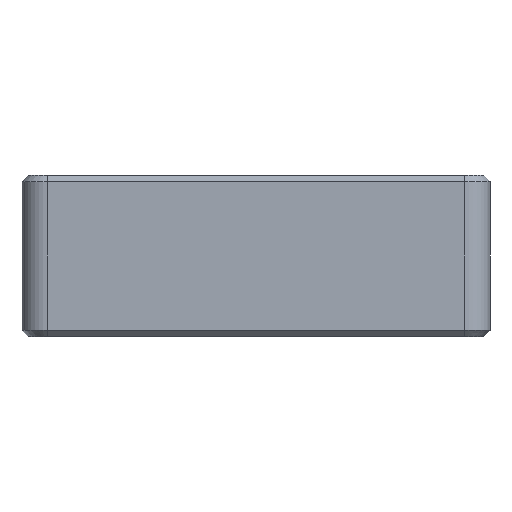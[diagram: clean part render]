
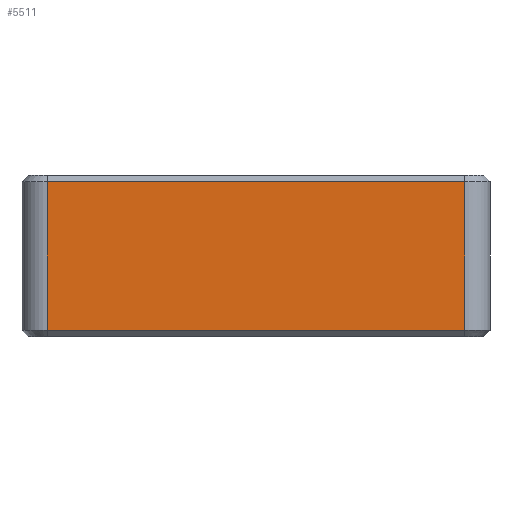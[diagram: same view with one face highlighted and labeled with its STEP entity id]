
A CAD part, left-side view. The second image highlights one B-rep face of the part: STEP entity #5511.
In plain terms, the highlighted planar face has unit normal (-1, 0, 0).
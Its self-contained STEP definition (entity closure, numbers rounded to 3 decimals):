
#623=FACE_OUTER_BOUND('',#930,.T.);
#930=EDGE_LOOP('',(#5021,#5022,#5023,#5024));
#1283=LINE('',#8729,#1868);
#1353=LINE('',#9161,#1938);
#1527=LINE('',#9572,#2112);
#1528=LINE('',#9574,#2113);
#1868=VECTOR('',#6816,10.);
#1938=VECTOR('',#7020,10.);
#2112=VECTOR('',#7448,10.);
#2113=VECTOR('',#7451,10.);
#2472=VERTEX_POINT('',#8726);
#2473=VERTEX_POINT('',#8728);
#2531=VERTEX_POINT('',#9155);
#2532=VERTEX_POINT('',#9159);
#3129=EDGE_CURVE('',#2472,#2473,#1283,.T.);
#3237=EDGE_CURVE('',#2531,#2532,#1353,.T.);
#3439=EDGE_CURVE('',#2531,#2473,#1527,.T.);
#3440=EDGE_CURVE('',#2532,#2472,#1528,.T.);
#5021=ORIENTED_EDGE('',*,*,#3129,.F.);
#5022=ORIENTED_EDGE('',*,*,#3440,.F.);
#5023=ORIENTED_EDGE('',*,*,#3237,.F.);
#5024=ORIENTED_EDGE('',*,*,#3439,.T.);
#5231=PLANE('',#5974);
#5511=ADVANCED_FACE('',(#623),#5231,.T.);
#5974=AXIS2_PLACEMENT_3D('',#9573,#7449,#7450);
#6816=DIRECTION('',(0.,-1.,0.));
#7020=DIRECTION('',(0.,1.,0.));
#7448=DIRECTION('',(0.,0.,1.));
#7449=DIRECTION('center_axis',(-1.,0.,0.));
#7450=DIRECTION('ref_axis',(0.,-1.,0.));
#7451=DIRECTION('',(0.,0.,1.));
#8726=CARTESIAN_POINT('',(-37.,33.,22.5));
#8728=CARTESIAN_POINT('',(-37.,-33.,22.5));
#8729=CARTESIAN_POINT('',(-37.,16.5,22.5));
#9155=CARTESIAN_POINT('',(-37.,-33.,-1.));
#9159=CARTESIAN_POINT('',(-37.,33.,-1.));
#9161=CARTESIAN_POINT('',(-37.,16.5,-1.));
#9572=CARTESIAN_POINT('',(-37.,-33.,0.));
#9573=CARTESIAN_POINT('Origin',(-37.,33.,0.));
#9574=CARTESIAN_POINT('',(-37.,33.,0.));
